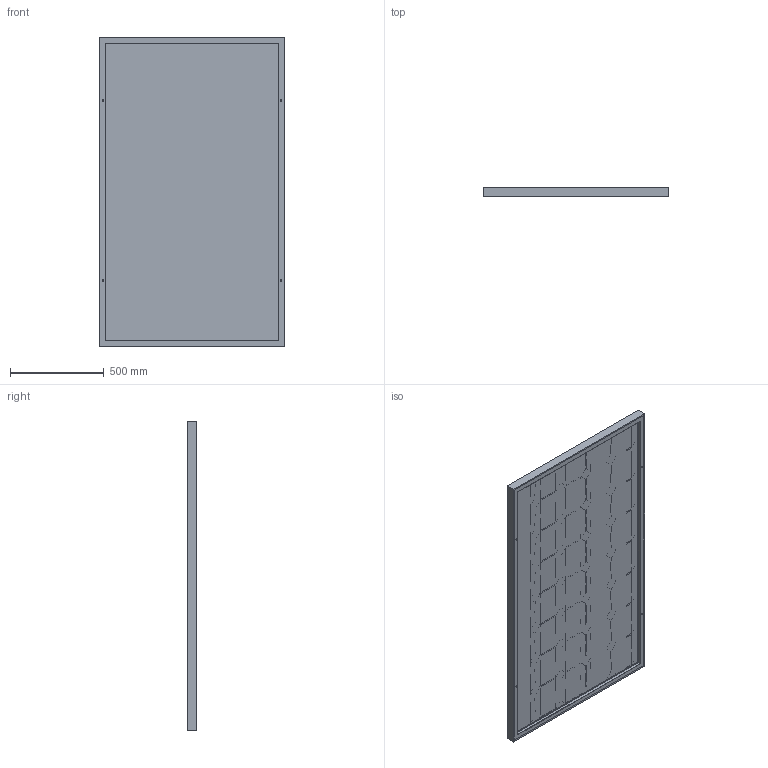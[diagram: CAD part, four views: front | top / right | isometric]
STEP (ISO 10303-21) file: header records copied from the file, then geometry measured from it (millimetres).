
FILE_DESCRIPTION((''),'2;1');
FILE_NAME('PV PANEL ASSEMBLY - YINGLI 260 YL260-30b.stp','2012-04-20T10:52:47',('Paul'),(''),'Autodesk Inventor 2011','Autodesk Inventor 2011','');
FILE_SCHEMA(('AUTOMOTIVE_DESIGN { 1 0 10303 214 1 1 1 1 }'));
Length unit declared in the file: inch
Products named in the file (4): PV PANEL ASSEMBLY - YINGLI 260 YL260-30b; PV PANEL - Yingli 260 YL260-30B; PANEL BACK SHEET; PANEL CELLS
Assembly tree (3 placements, depth 2):
  PV PANEL ASSEMBLY - YINGLI 260 YL260-30b
    PV PANEL - Yingli 260 YL260-30B
    PANEL BACK SHEET
    PANEL CELLS
Bounding box: 990.09 x 50.04 x 1649.98 mm (x, y, z)
Volume: 9638664.1 mm3; surface area: 9864759.2 mm2
Topology: 122 solids, 122 shells, 928 faces, 2040 edges, 1360 vertices
Faces by surface type: plane 920, cylinder 8
Entity records: 25328 total; most frequent: CARTESIAN_POINT 4335, ORIENTED_EDGE 4080, DIRECTION 3926, EDGE_CURVE 2040, VECTOR 2024, LINE 2024, VERTEX_POINT 1360, AXIS2_PLACEMENT_3D 951
